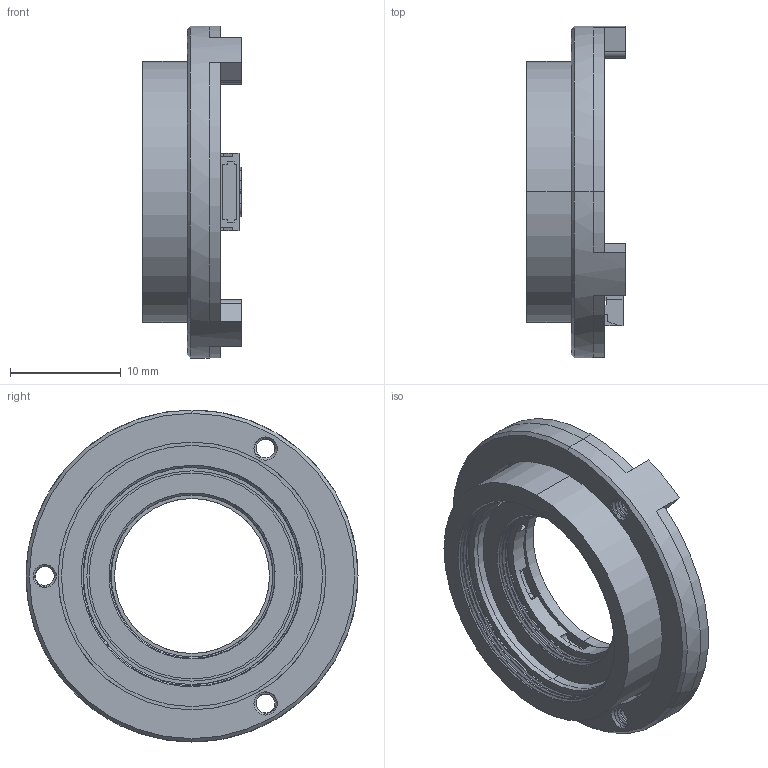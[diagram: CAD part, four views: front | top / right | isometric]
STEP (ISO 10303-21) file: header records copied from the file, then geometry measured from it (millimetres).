
FILE_DESCRIPTION (( 'STEP AP214' ), '1' );
FILE_NAME ('DPT-15-20-30.step', '2024-09-04T06:00:12', ( '' ), ( '' ), 'SwSTEP 2.0', 'SolidWorks 2022', '' );
FILE_SCHEMA (( 'AUTOMOTIVE_DESIGN' ));
Length unit declared in the file: millimetre
Products named in the file (1): DPT-15-20-30
Bounding box: 8.9 x 30 x 30 mm (x, y, z)
Volume: 2131.4 mm3; surface area: 4455.1 mm2
Topology: 9 solids, 9 shells, 661 faces, 1796 edges, 1187 vertices
Faces by surface type: plane 283, cylinder 188, bspline 166, cone 24
Entity records: 31146 total; most frequent: CARTESIAN_POINT 11664, ORIENTED_EDGE 3592, DIRECTION 2568, EDGE_CURVE 1796, VERTEX_POINT 1187, VECTOR 998, LINE 998, AXIS2_PLACEMENT_3D 785
